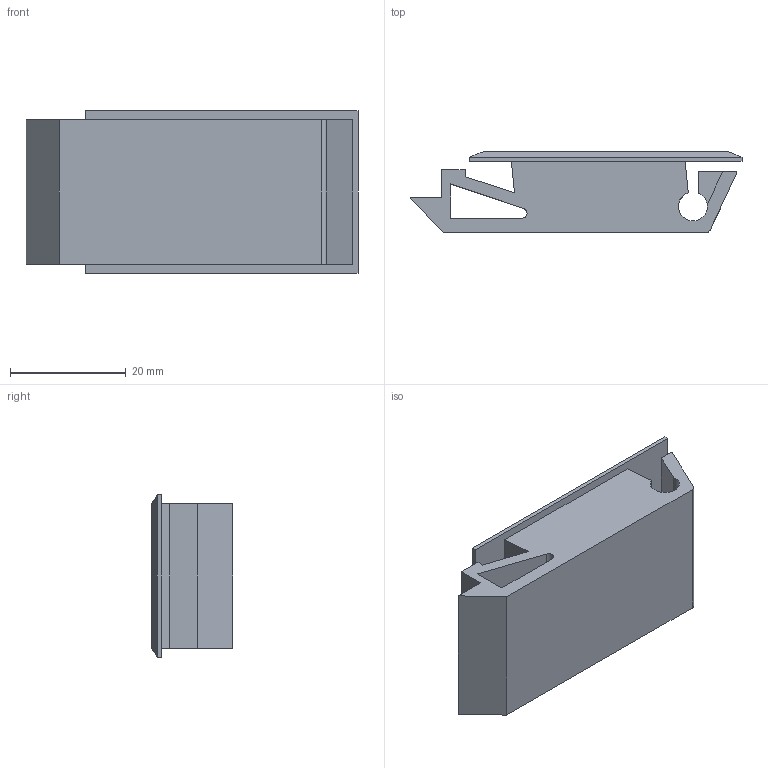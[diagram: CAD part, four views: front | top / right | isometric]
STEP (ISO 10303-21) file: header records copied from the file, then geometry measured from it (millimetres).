
FILE_DESCRIPTION(/* description */ ('STEP AP214'),/* implementation_level */ '2;1');
FILE_NAME(/* name */ 'SK4-015W',/* time_stamp */ '2024-04-12T03:09:45+02:00',/* author */ ('License CC BY-ND 4.0'),/* organization */ ('CADENAS'),/* preprocessor_version */ 'ST-DEVELOPER v19.3',/* originating_system */ 'PARTsolutions',/* authorisation */ ' ');
FILE_SCHEMA (('AUTOMOTIVE_DESIGN {1 0 10303 214 3 1 1}'));
Length unit declared in the file: millimetre
Products named in the file (1): SK4-015W
Bounding box: 57.3 x 14 x 28 mm (x, y, z)
Volume: 8617 mm3; surface area: 7923.1 mm2
Topology: 1 solids, 1 shells, 42 faces, 108 edges, 70 vertices
Faces by surface type: plane 34, cylinder 8
Entity records: 1293 total; most frequent: CARTESIAN_POINT 221, ORIENTED_EDGE 216, DIRECTION 209, EDGE_CURVE 108, LINE 93, VECTOR 93, VERTEX_POINT 70, AXIS2_PLACEMENT_3D 58
